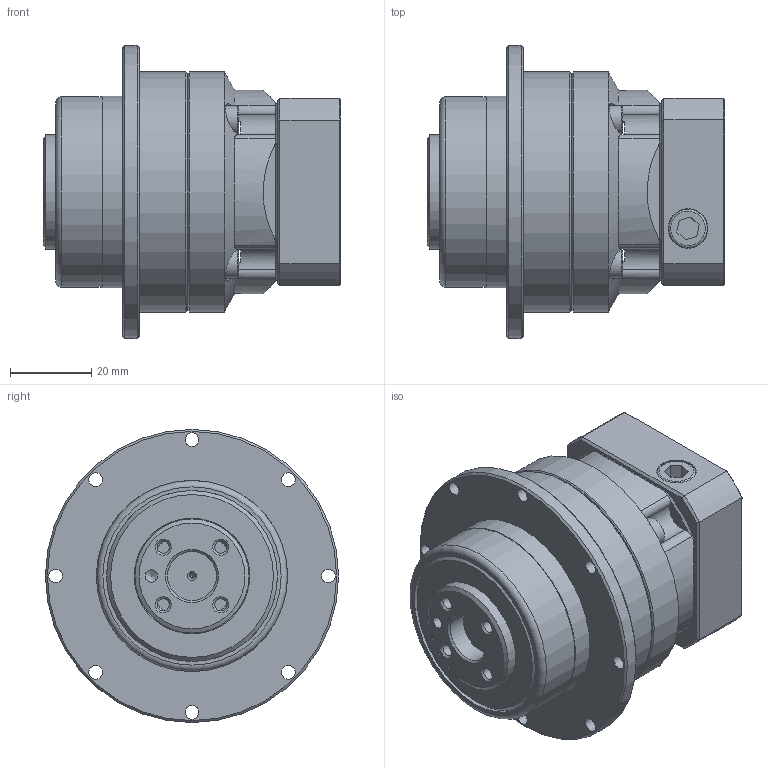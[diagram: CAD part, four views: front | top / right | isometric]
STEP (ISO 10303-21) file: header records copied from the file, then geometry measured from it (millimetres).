
FILE_DESCRIPTION((''),'2;1');
FILE_NAME('KSD-47-1.stp','2013-07-03T16:00:46',('young'),(''),'Autodesk Inventor 2012','Autodesk Inventor 2012','');
FILE_SCHEMA(('AUTOMOTIVE_DESIGN { 1 0 10303 214 1 1 1 1 }'));
Length unit declared in the file: millimetre
Products named in the file (1): KSD-47-1
Bounding box: 73 x 72 x 72 mm (x, y, z)
Volume: 83565.2 mm3; surface area: 52617.6 mm2
Topology: 18 solids, 19 shells, 627 faces, 1841 edges, 1269 vertices
Faces by surface type: cylinder 243, plane 241, cone 102, bspline 27, torus 14
Full cylindrical faces by diameter (mm): 1 x1, 2.5 x1, 3 x23, 3.3 x12, 3.4 x8, 3.5 x1, 4 x96, 4.5 x4, 5.1 x4, 5.5 x1, 7 x4, 7.5 x4, 8 x5, 9.5 x2, 12 x1, 12.5 x1, 13.448 x1, 14.8 x1, 15 x1, 17 x1, 23 x1, 25 x2, 28 x2, 30 x2, 32 x2, 40 x1, 42 x3, 43.985 x2, 44 x1, 46.8 x1
Entity records: 40082 total; most frequent: CARTESIAN_POINT 27000, ORIENTED_EDGE 2992, DIRECTION 2318, EDGE_CURVE 1496, VERTEX_POINT 1210, AXIS2_PLACEMENT_3D 950, EDGE_LOOP 776, FACE_OUTER_BOUND 513
